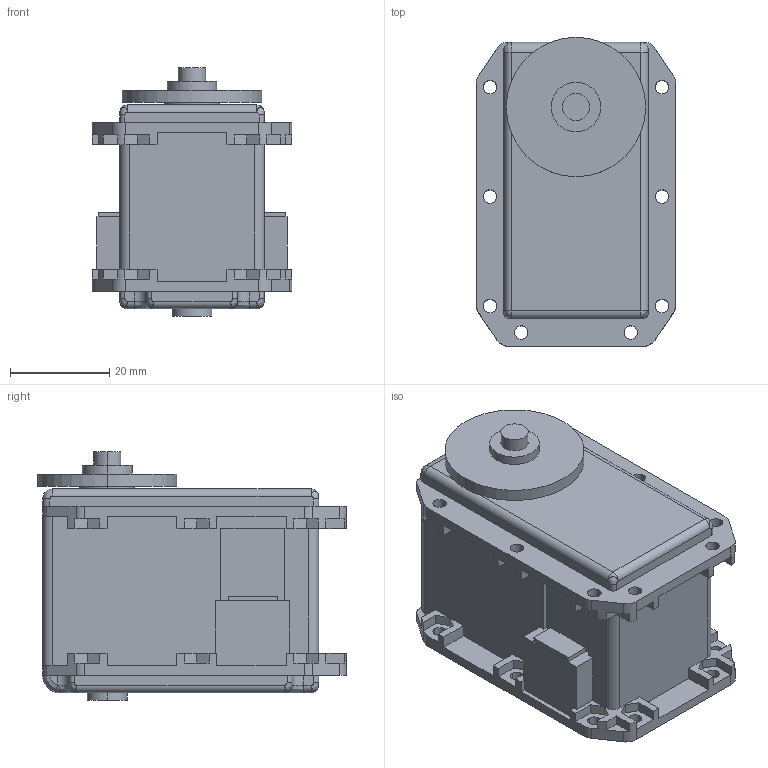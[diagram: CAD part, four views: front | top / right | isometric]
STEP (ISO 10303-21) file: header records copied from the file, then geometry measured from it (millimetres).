
FILE_DESCRIPTION (( 'STEP AP203' ), '1' );
FILE_NAME ('MX-64T_Default_sldprt.STEP', '2018-11-09T15:17:03', ( '' ), ( '' ), 'SwSTEP 2.0', 'SolidWorks 2017', '' );
FILE_SCHEMA (( 'CONFIG_CONTROL_DESIGN' ));
Length unit declared in the file: millimetre
Products named in the file (1): MX-64T_Default_sldprt
Bounding box: 40.2 x 62.1 x 50 mm (x, y, z)
Volume: 72401.2 mm3; surface area: 15592.1 mm2
Topology: 1 solids, 1 shells, 427 faces, 1160 edges, 744 vertices
Faces by surface type: plane 296, cylinder 96, bspline 35
Entity records: 15672 total; most frequent: CARTESIAN_POINT 4937, ORIENTED_EDGE 2304, DIRECTION 2052, EDGE_CURVE 1152, VECTOR 892, LINE 892, VERTEX_POINT 744, AXIS2_PLACEMENT_3D 580
